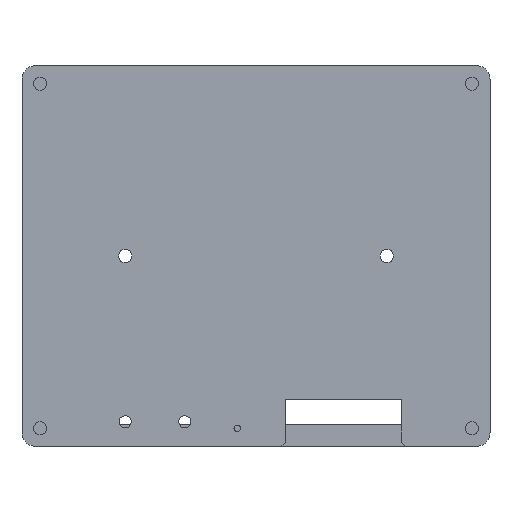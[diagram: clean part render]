
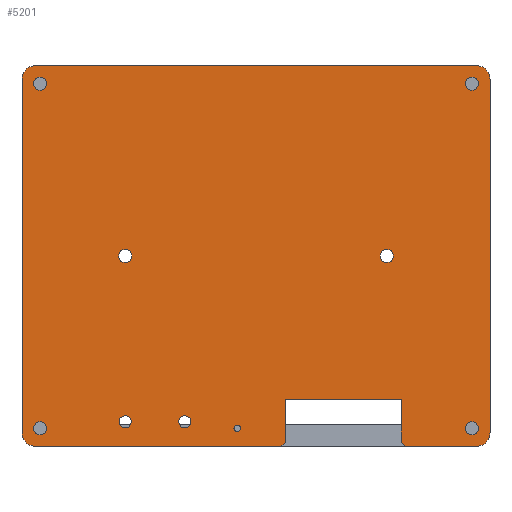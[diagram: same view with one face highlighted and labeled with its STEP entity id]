
A CAD part, front view. The second image highlights one B-rep face of the part: STEP entity #5201.
In plain terms, the highlighted planar face has unit normal (0, -1, 0).
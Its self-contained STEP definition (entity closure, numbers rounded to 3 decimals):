
#178=FACE_BOUND('',#712,.T.);
#179=FACE_BOUND('',#713,.T.);
#180=FACE_BOUND('',#714,.T.);
#181=FACE_BOUND('',#715,.T.);
#182=FACE_BOUND('',#716,.T.);
#183=FACE_BOUND('',#717,.T.);
#184=FACE_BOUND('',#718,.T.);
#185=FACE_BOUND('',#719,.T.);
#186=FACE_BOUND('',#720,.T.);
#401=FACE_OUTER_BOUND('',#711,.T.);
#711=EDGE_LOOP('',(#4603,#4604,#4605,#4606,#4607,#4608,#4609,#4610,#4611,
#4612,#4613,#4614,#4615,#4616));
#712=EDGE_LOOP('',(#4617));
#713=EDGE_LOOP('',(#4618));
#714=EDGE_LOOP('',(#4619));
#715=EDGE_LOOP('',(#4620));
#716=EDGE_LOOP('',(#4621));
#717=EDGE_LOOP('',(#4622));
#718=EDGE_LOOP('',(#4623));
#719=EDGE_LOOP('',(#4624));
#720=EDGE_LOOP('',(#4625));
#912=CIRCLE('',#5643,1.5);
#913=CIRCLE('',#5645,3.15);
#914=CIRCLE('',#5646,3.15);
#915=CIRCLE('',#5647,3.15);
#916=CIRCLE('',#5648,3.15);
#917=CIRCLE('',#5649,1.5);
#918=CIRCLE('',#5650,1.5);
#919=CIRCLE('',#5651,1.5);
#920=CIRCLE('',#5652,1.5);
#921=CIRCLE('',#5653,1.5);
#922=CIRCLE('',#5654,1.4);
#923=CIRCLE('',#5655,1.4);
#924=CIRCLE('',#5656,0.75);
#1442=LINE('',#8473,#2013);
#1443=LINE('',#8475,#2014);
#1444=LINE('',#8479,#2015);
#1445=LINE('',#8483,#2016);
#1446=LINE('',#8487,#2017);
#1447=LINE('',#8491,#2018);
#1448=LINE('',#8493,#2019);
#1449=LINE('',#8495,#2020);
#1450=LINE('',#8497,#2021);
#1451=LINE('',#8498,#2022);
#2013=VECTOR('',#6948,1.414);
#2014=VECTOR('',#6949,16.2);
#2015=VECTOR('',#6952,81.);
#2016=VECTOR('',#6955,101.);
#2017=VECTOR('',#6958,81.);
#2018=VECTOR('',#6961,56.2);
#2019=VECTOR('',#6962,1.414);
#2020=VECTOR('',#6963,9.65);
#2021=VECTOR('',#6964,26.6);
#2022=VECTOR('',#6965,9.65);
#2522=VERTEX_POINT('',#8467);
#2523=VERTEX_POINT('',#8471);
#2524=VERTEX_POINT('',#8472);
#2525=VERTEX_POINT('',#8474);
#2526=VERTEX_POINT('',#8476);
#2527=VERTEX_POINT('',#8478);
#2528=VERTEX_POINT('',#8480);
#2529=VERTEX_POINT('',#8482);
#2530=VERTEX_POINT('',#8484);
#2531=VERTEX_POINT('',#8486);
#2532=VERTEX_POINT('',#8488);
#2533=VERTEX_POINT('',#8490);
#2534=VERTEX_POINT('',#8492);
#2535=VERTEX_POINT('',#8494);
#2536=VERTEX_POINT('',#8496);
#2537=VERTEX_POINT('',#8499);
#2538=VERTEX_POINT('',#8501);
#2539=VERTEX_POINT('',#8503);
#2540=VERTEX_POINT('',#8505);
#2541=VERTEX_POINT('',#8507);
#2542=VERTEX_POINT('',#8509);
#2543=VERTEX_POINT('',#8511);
#2544=VERTEX_POINT('',#8513);
#3229=EDGE_CURVE('',#2522,#2522,#912,.T.);
#3230=EDGE_CURVE('',#2523,#2524,#1442,.T.);
#3231=EDGE_CURVE('',#2524,#2525,#1443,.T.);
#3232=EDGE_CURVE('',#2525,#2526,#913,.T.);
#3233=EDGE_CURVE('',#2526,#2527,#1444,.T.);
#3234=EDGE_CURVE('',#2527,#2528,#914,.T.);
#3235=EDGE_CURVE('',#2528,#2529,#1445,.T.);
#3236=EDGE_CURVE('',#2529,#2530,#915,.T.);
#3237=EDGE_CURVE('',#2530,#2531,#1446,.T.);
#3238=EDGE_CURVE('',#2531,#2532,#916,.T.);
#3239=EDGE_CURVE('',#2532,#2533,#1447,.T.);
#3240=EDGE_CURVE('',#2533,#2534,#1448,.T.);
#3241=EDGE_CURVE('',#2534,#2535,#1449,.T.);
#3242=EDGE_CURVE('',#2536,#2535,#1450,.T.);
#3243=EDGE_CURVE('',#2523,#2536,#1451,.T.);
#3244=EDGE_CURVE('',#2537,#2537,#917,.T.);
#3245=EDGE_CURVE('',#2538,#2538,#918,.T.);
#3246=EDGE_CURVE('',#2539,#2539,#919,.T.);
#3247=EDGE_CURVE('',#2540,#2540,#920,.T.);
#3248=EDGE_CURVE('',#2541,#2541,#921,.T.);
#3249=EDGE_CURVE('',#2542,#2542,#922,.T.);
#3250=EDGE_CURVE('',#2543,#2543,#923,.T.);
#3251=EDGE_CURVE('',#2544,#2544,#924,.T.);
#4603=ORIENTED_EDGE('',*,*,#3230,.T.);
#4604=ORIENTED_EDGE('',*,*,#3231,.T.);
#4605=ORIENTED_EDGE('',*,*,#3232,.T.);
#4606=ORIENTED_EDGE('',*,*,#3233,.T.);
#4607=ORIENTED_EDGE('',*,*,#3234,.T.);
#4608=ORIENTED_EDGE('',*,*,#3235,.T.);
#4609=ORIENTED_EDGE('',*,*,#3236,.T.);
#4610=ORIENTED_EDGE('',*,*,#3237,.T.);
#4611=ORIENTED_EDGE('',*,*,#3238,.T.);
#4612=ORIENTED_EDGE('',*,*,#3239,.T.);
#4613=ORIENTED_EDGE('',*,*,#3240,.T.);
#4614=ORIENTED_EDGE('',*,*,#3241,.T.);
#4615=ORIENTED_EDGE('',*,*,#3242,.F.);
#4616=ORIENTED_EDGE('',*,*,#3243,.F.);
#4617=ORIENTED_EDGE('',*,*,#3244,.T.);
#4618=ORIENTED_EDGE('',*,*,#3245,.T.);
#4619=ORIENTED_EDGE('',*,*,#3246,.T.);
#4620=ORIENTED_EDGE('',*,*,#3247,.T.);
#4621=ORIENTED_EDGE('',*,*,#3248,.T.);
#4622=ORIENTED_EDGE('',*,*,#3249,.F.);
#4623=ORIENTED_EDGE('',*,*,#3250,.F.);
#4624=ORIENTED_EDGE('',*,*,#3251,.F.);
#4625=ORIENTED_EDGE('',*,*,#3229,.T.);
#4966=PLANE('',#5644);
#5201=ADVANCED_FACE('',(#401,#178,#179,#180,#181,#182,#183,#184,#185,#186),
#4966,.T.);
#5643=AXIS2_PLACEMENT_3D('',#8469,#6944,#6945);
#5644=AXIS2_PLACEMENT_3D('',#8470,#6946,#6947);
#5645=AXIS2_PLACEMENT_3D('',#8477,#6950,#6951);
#5646=AXIS2_PLACEMENT_3D('',#8481,#6953,#6954);
#5647=AXIS2_PLACEMENT_3D('',#8485,#6956,#6957);
#5648=AXIS2_PLACEMENT_3D('',#8489,#6959,#6960);
#5649=AXIS2_PLACEMENT_3D('',#8500,#6966,#6967);
#5650=AXIS2_PLACEMENT_3D('',#8502,#6968,#6969);
#5651=AXIS2_PLACEMENT_3D('',#8504,#6970,#6971);
#5652=AXIS2_PLACEMENT_3D('',#8506,#6972,#6973);
#5653=AXIS2_PLACEMENT_3D('',#8508,#6974,#6975);
#5654=AXIS2_PLACEMENT_3D('',#8510,#6976,#6977);
#5655=AXIS2_PLACEMENT_3D('',#8512,#6978,#6979);
#5656=AXIS2_PLACEMENT_3D('',#8514,#6980,#6981);
#6944=DIRECTION('center_axis',(0.,1.,0.));
#6945=DIRECTION('ref_axis',(-1.,0.,0.));
#6946=DIRECTION('center_axis',(0.,-1.,0.));
#6947=DIRECTION('ref_axis',(-1.,0.,0.));
#6948=DIRECTION('',(0.707,0.,-0.707));
#6949=DIRECTION('',(1.,0.,0.));
#6950=DIRECTION('center_axis',(0.,-1.,0.));
#6951=DIRECTION('ref_axis',(0.,0.,-1.));
#6952=DIRECTION('',(0.,0.,1.));
#6953=DIRECTION('center_axis',(0.,-1.,0.));
#6954=DIRECTION('ref_axis',(1.,0.,0.));
#6955=DIRECTION('',(-1.,0.,0.));
#6956=DIRECTION('center_axis',(0.,-1.,0.));
#6957=DIRECTION('ref_axis',(0.,0.,1.));
#6958=DIRECTION('',(0.,0.,-1.));
#6959=DIRECTION('center_axis',(0.,-1.,0.));
#6960=DIRECTION('ref_axis',(-1.,0.,0.));
#6961=DIRECTION('',(1.,0.,0.));
#6962=DIRECTION('',(0.707,0.,0.707));
#6963=DIRECTION('',(0.,0.,1.));
#6964=DIRECTION('',(-1.,0.,0.));
#6965=DIRECTION('',(0.,0.,1.));
#6966=DIRECTION('center_axis',(0.,1.,0.));
#6967=DIRECTION('ref_axis',(-1.,0.,0.));
#6968=DIRECTION('center_axis',(0.,1.,0.));
#6969=DIRECTION('ref_axis',(-1.,0.,0.));
#6970=DIRECTION('center_axis',(0.,1.,0.));
#6971=DIRECTION('ref_axis',(-1.,0.,0.));
#6972=DIRECTION('center_axis',(0.,1.,0.));
#6973=DIRECTION('ref_axis',(-1.,0.,0.));
#6974=DIRECTION('center_axis',(0.,1.,0.));
#6975=DIRECTION('ref_axis',(-1.,0.,0.));
#6976=DIRECTION('center_axis',(0.,-1.,0.));
#6977=DIRECTION('ref_axis',(-1.,0.,0.));
#6978=DIRECTION('center_axis',(0.,-1.,0.));
#6979=DIRECTION('ref_axis',(-1.,0.,0.));
#6980=DIRECTION('center_axis',(0.,-1.,0.));
#6981=DIRECTION('ref_axis',(-1.,0.,0.));
#8467=CARTESIAN_POINT('',(51.,-28.1,-39.5));
#8469=CARTESIAN_POINT('Origin',(49.5,-28.1,-39.5));
#8470=CARTESIAN_POINT('Origin',(0.,-28.1,0.));
#8471=CARTESIAN_POINT('',(33.3,-28.1,-42.65));
#8472=CARTESIAN_POINT('',(34.3,-28.1,-43.65));
#8473=CARTESIAN_POINT('',(33.3,-28.1,-42.65));
#8474=CARTESIAN_POINT('',(50.5,-28.1,-43.65));
#8475=CARTESIAN_POINT('',(34.3,-28.1,-43.65));
#8476=CARTESIAN_POINT('',(53.65,-28.1,-40.5));
#8477=CARTESIAN_POINT('Origin',(50.5,-28.1,-40.5));
#8478=CARTESIAN_POINT('',(53.65,-28.1,40.5));
#8479=CARTESIAN_POINT('',(53.65,-28.1,-40.5));
#8480=CARTESIAN_POINT('',(50.5,-28.1,43.65));
#8481=CARTESIAN_POINT('Origin',(50.5,-28.1,40.5));
#8482=CARTESIAN_POINT('',(-50.5,-28.1,43.65));
#8483=CARTESIAN_POINT('',(50.5,-28.1,43.65));
#8484=CARTESIAN_POINT('',(-53.65,-28.1,40.5));
#8485=CARTESIAN_POINT('Origin',(-50.5,-28.1,40.5));
#8486=CARTESIAN_POINT('',(-53.65,-28.1,-40.5));
#8487=CARTESIAN_POINT('',(-53.65,-28.1,40.5));
#8488=CARTESIAN_POINT('',(-50.5,-28.1,-43.65));
#8489=CARTESIAN_POINT('Origin',(-50.5,-28.1,-40.5));
#8490=CARTESIAN_POINT('',(5.7,-28.1,-43.65));
#8491=CARTESIAN_POINT('',(-50.5,-28.1,-43.65));
#8492=CARTESIAN_POINT('',(6.7,-28.1,-42.65));
#8493=CARTESIAN_POINT('',(5.7,-28.1,-43.65));
#8494=CARTESIAN_POINT('',(6.7,-28.1,-33.));
#8495=CARTESIAN_POINT('',(6.7,-28.1,-42.65));
#8496=CARTESIAN_POINT('',(33.3,-28.1,-33.));
#8497=CARTESIAN_POINT('',(33.3,-28.1,-33.));
#8498=CARTESIAN_POINT('',(33.3,-28.1,-42.65));
#8499=CARTESIAN_POINT('',(-48.,-28.1,-39.5));
#8500=CARTESIAN_POINT('Origin',(-49.5,-28.1,-39.5));
#8501=CARTESIAN_POINT('',(51.,-28.1,39.5));
#8502=CARTESIAN_POINT('Origin',(49.5,-28.1,39.5));
#8503=CARTESIAN_POINT('',(-48.,-28.1,39.5));
#8504=CARTESIAN_POINT('Origin',(-49.5,-28.1,39.5));
#8505=CARTESIAN_POINT('',(31.5,-28.1,0.));
#8506=CARTESIAN_POINT('Origin',(30.,-28.1,0.));
#8507=CARTESIAN_POINT('',(-28.5,-28.1,0.));
#8508=CARTESIAN_POINT('Origin',(-30.,-28.1,0.));
#8509=CARTESIAN_POINT('',(-14.905,-28.1,-38.));
#8510=CARTESIAN_POINT('Origin',(-16.305,-28.1,-38.));
#8511=CARTESIAN_POINT('',(-28.6,-28.1,-38.));
#8512=CARTESIAN_POINT('Origin',(-30.,-28.1,-38.));
#8513=CARTESIAN_POINT('',(-3.55,-28.1,-39.5));
#8514=CARTESIAN_POINT('Origin',(-4.3,-28.1,-39.5));
